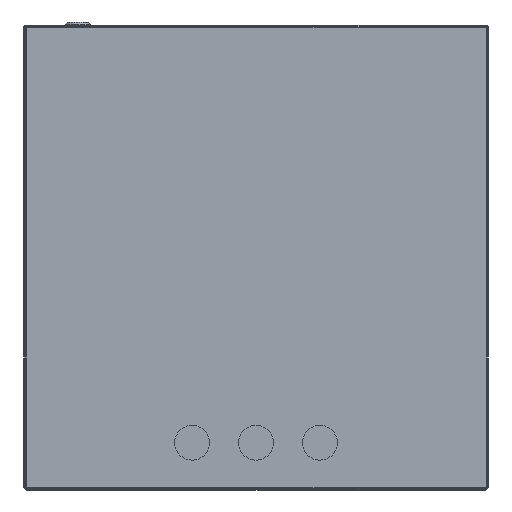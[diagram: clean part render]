
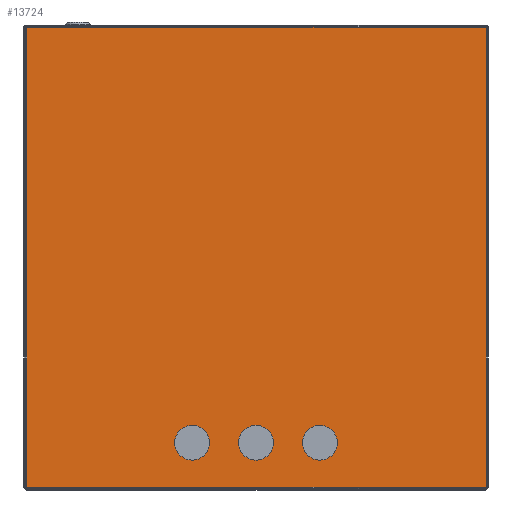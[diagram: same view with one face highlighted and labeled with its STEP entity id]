
A CAD part, front view. The second image highlights one B-rep face of the part: STEP entity #13724.
In plain terms, the highlighted planar face has unit normal (0, -1, 0).
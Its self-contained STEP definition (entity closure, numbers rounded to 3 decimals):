
#47 = FACE_BOUND ( 'NONE', #16834, .T. ) ;
#237 = CARTESIAN_POINT ( 'NONE',  ( -145., -300., -159.65 ) ) ;
#393 = AXIS2_PLACEMENT_3D ( 'NONE', #2413, #7707, #23314 ) ;
#997 = EDGE_CURVE ( 'NONE', #24798, #10445, #21369, .T. ) ;
#1005 = CARTESIAN_POINT ( 'NONE',  ( -270., -300., -159.65 ) ) ;
#1126 = DIRECTION ( 'NONE',  ( 1., 0., 0. ) ) ;
#1814 = DIRECTION ( 'NONE',  ( 1., 0., 0. ) ) ;
#2268 = EDGE_CURVE ( 'NONE', #16648, #9389, #14663, .T. ) ;
#2317 = FACE_OUTER_BOUND ( 'NONE', #7065, .T. ) ;
#2413 = CARTESIAN_POINT ( 'NONE',  ( -145., -300., -159.65 ) ) ;
#3322 = DIRECTION ( 'NONE',  ( 1., 0., 0. ) ) ;
#3373 = CARTESIAN_POINT ( 'NONE',  ( -240., -300., -159.65 ) ) ;
#3495 = CARTESIAN_POINT ( 'NONE',  ( -200., -300., -159.65 ) ) ;
#3642 = CARTESIAN_POINT ( 'NONE',  ( -255., -300., -159.65 ) ) ;
#3744 = CARTESIAN_POINT ( 'NONE',  ( -130., -300., -159.65 ) ) ;
#4015 = VERTEX_POINT ( 'NONE', #6938 ) ;
#4058 = CARTESIAN_POINT ( 'NONE',  ( -200., -300., -159.65 ) ) ;
#4067 = FACE_BOUND ( 'NONE', #23790, .T. ) ;
#4369 = VERTEX_POINT ( 'NONE', #7205 ) ;
#5345 = VERTEX_POINT ( 'NONE', #15682 ) ;
#6556 = ORIENTED_EDGE ( 'NONE', *, *, #18376, .T. ) ;
#6938 = CARTESIAN_POINT ( 'NONE',  ( -185., -300., -159.65 ) ) ;
#6956 = AXIS2_PLACEMENT_3D ( 'NONE', #15876, #19420, #9863 ) ;
#7065 = EDGE_LOOP ( 'NONE', ( #9940, #8084, #19913, #6556 ) ) ;
#7205 = CARTESIAN_POINT ( 'NONE',  ( -1.7, -300., -197.95 ) ) ;
#7707 = DIRECTION ( 'NONE',  ( 0., -1., 0. ) ) ;
#7969 = CIRCLE ( 'NONE', #11560, 15. ) ;
#8084 = ORIENTED_EDGE ( 'NONE', *, *, #2268, .T. ) ;
#8410 = VECTOR ( 'NONE', #24431, 1000. ) ;
#9050 = CARTESIAN_POINT ( 'NONE',  ( -397.6, -300., 197.95 ) ) ;
#9216 = CARTESIAN_POINT ( 'NONE',  ( -1.7, -300., -197.95 ) ) ;
#9389 = VERTEX_POINT ( 'NONE', #9050 ) ;
#9461 = LINE ( 'NONE', #9216, #8410 ) ;
#9741 = FACE_BOUND ( 'NONE', #22324, .T. ) ;
#9863 = DIRECTION ( 'NONE',  ( -1., 0., 0. ) ) ;
#9940 = ORIENTED_EDGE ( 'NONE', *, *, #23882, .F. ) ;
#10445 = VERTEX_POINT ( 'NONE', #3744 ) ;
#10601 = AXIS2_PLACEMENT_3D ( 'NONE', #3642, #11319, #1126 ) ;
#10703 = ORIENTED_EDGE ( 'NONE', *, *, #12683, .F. ) ;
#10816 = VERTEX_POINT ( 'NONE', #22738 ) ;
#11235 = CIRCLE ( 'NONE', #393, 15. ) ;
#11319 = DIRECTION ( 'NONE',  ( 0., -1., 0. ) ) ;
#11330 = AXIS2_PLACEMENT_3D ( 'NONE', #14631, #20442, #3322 ) ;
#11560 = AXIS2_PLACEMENT_3D ( 'NONE', #4058, #15495, #1814 ) ;
#11984 = VECTOR ( 'NONE', #22649, 1000. ) ;
#12346 = ORIENTED_EDGE ( 'NONE', *, *, #18404, .F. ) ;
#12605 = ORIENTED_EDGE ( 'NONE', *, *, #19979, .F. ) ;
#12683 = EDGE_CURVE ( 'NONE', #24489, #14125, #18573, .T. ) ;
#12990 = CIRCLE ( 'NONE', #10601, 15. ) ;
#13196 = DIRECTION ( 'NONE',  ( -1., 0., 0. ) ) ;
#13724 = ADVANCED_FACE ( 'NONE', ( #4067, #47, #9741, #2317 ), #15627, .F. ) ;
#14125 = VERTEX_POINT ( 'NONE', #1005 ) ;
#14359 = EDGE_CURVE ( 'NONE', #14125, #24489, #12990, .T. ) ;
#14631 = CARTESIAN_POINT ( 'NONE',  ( -255., -300., -159.65 ) ) ;
#14663 = LINE ( 'NONE', #20349, #18592 ) ;
#14938 = LINE ( 'NONE', #20620, #11984 ) ;
#14958 = DIRECTION ( 'NONE',  ( 0., -1., 0. ) ) ;
#15495 = DIRECTION ( 'NONE',  ( 0., -1., 0. ) ) ;
#15627 = PLANE ( 'NONE',  #6956 ) ;
#15682 = CARTESIAN_POINT ( 'NONE',  ( -397.6, -300., -197.95 ) ) ;
#15876 = CARTESIAN_POINT ( 'NONE',  ( -0.7, -300., 197.95 ) ) ;
#16573 = DIRECTION ( 'NONE',  ( 1., 0., 0. ) ) ;
#16648 = VERTEX_POINT ( 'NONE', #18397 ) ;
#16834 = EDGE_LOOP ( 'NONE', ( #10703, #18334 ) ) ;
#16930 = DIRECTION ( 'NONE',  ( -1., 0., 0. ) ) ;
#17061 = LINE ( 'NONE', #21087, #24428 ) ;
#18334 = ORIENTED_EDGE ( 'NONE', *, *, #14359, .F. ) ;
#18376 = EDGE_CURVE ( 'NONE', #5345, #4369, #14938, .T. ) ;
#18397 = CARTESIAN_POINT ( 'NONE',  ( -1.7, -300., 197.95 ) ) ;
#18404 = EDGE_CURVE ( 'NONE', #4015, #10816, #22812, .T. ) ;
#18573 = CIRCLE ( 'NONE', #11330, 15. ) ;
#18592 = VECTOR ( 'NONE', #16930, 1000. ) ;
#19420 = DIRECTION ( 'NONE',  ( 0., 1., 0. ) ) ;
#19774 = EDGE_CURVE ( 'NONE', #9389, #5345, #17061, .T. ) ;
#19865 = ORIENTED_EDGE ( 'NONE', *, *, #997, .F. ) ;
#19913 = ORIENTED_EDGE ( 'NONE', *, *, #19774, .T. ) ;
#19979 = EDGE_CURVE ( 'NONE', #10816, #4015, #7969, .T. ) ;
#20171 = AXIS2_PLACEMENT_3D ( 'NONE', #237, #14958, #13196 ) ;
#20229 = ORIENTED_EDGE ( 'NONE', *, *, #22623, .F. ) ;
#20349 = CARTESIAN_POINT ( 'NONE',  ( -0.7, -300., 197.95 ) ) ;
#20442 = DIRECTION ( 'NONE',  ( 0., -1., 0. ) ) ;
#20460 = CARTESIAN_POINT ( 'NONE',  ( -160., -300., -159.65 ) ) ;
#20620 = CARTESIAN_POINT ( 'NONE',  ( -0.7, -300., -197.95 ) ) ;
#21087 = CARTESIAN_POINT ( 'NONE',  ( -397.6, -300., 197.95 ) ) ;
#21369 = CIRCLE ( 'NONE', #20171, 15. ) ;
#22324 = EDGE_LOOP ( 'NONE', ( #12346, #12605 ) ) ;
#22623 = EDGE_CURVE ( 'NONE', #10445, #24798, #11235, .T. ) ;
#22649 = DIRECTION ( 'NONE',  ( 1., 0., 0. ) ) ;
#22738 = CARTESIAN_POINT ( 'NONE',  ( -215., -300., -159.65 ) ) ;
#22812 = CIRCLE ( 'NONE', #24457, 15. ) ;
#22865 = DIRECTION ( 'NONE',  ( 0., 0., -1. ) ) ;
#23314 = DIRECTION ( 'NONE',  ( -1., 0., 0. ) ) ;
#23790 = EDGE_LOOP ( 'NONE', ( #20229, #19865 ) ) ;
#23882 = EDGE_CURVE ( 'NONE', #16648, #4369, #9461, .T. ) ;
#24428 = VECTOR ( 'NONE', #22865, 1000. ) ;
#24431 = DIRECTION ( 'NONE',  ( 0., 0., -1. ) ) ;
#24457 = AXIS2_PLACEMENT_3D ( 'NONE', #3495, #24648, #16573 ) ;
#24489 = VERTEX_POINT ( 'NONE', #3373 ) ;
#24648 = DIRECTION ( 'NONE',  ( 0., -1., 0. ) ) ;
#24798 = VERTEX_POINT ( 'NONE', #20460 ) ;
